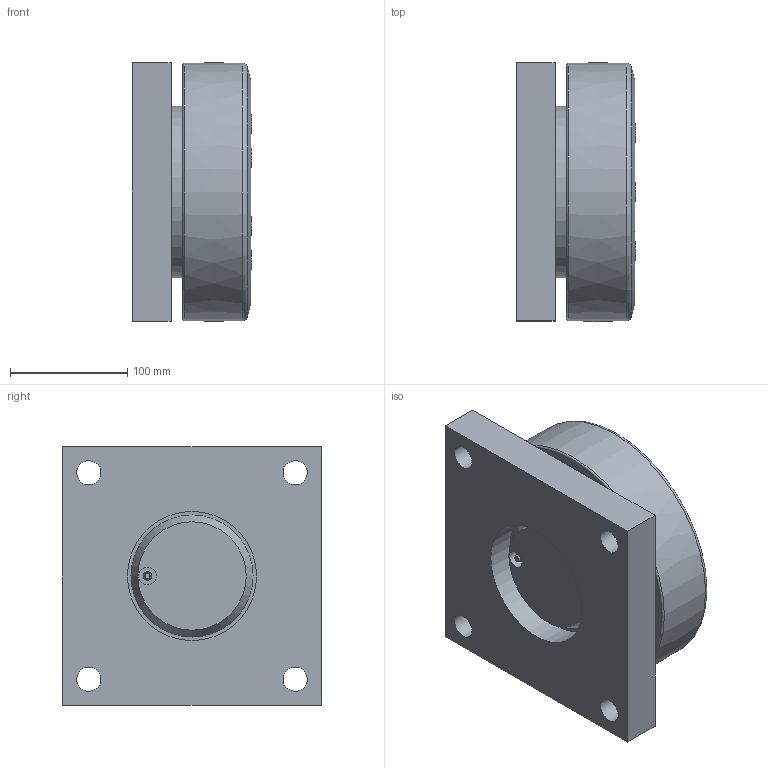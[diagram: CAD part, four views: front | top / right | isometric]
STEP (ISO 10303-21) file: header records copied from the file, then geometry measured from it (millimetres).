
FILE_DESCRIPTION(/* description */ ('-'),/* implementation_level */ '2;1');
FILE_NAME(/* name */ 'ALFATEC_MR220-0410BQ1000.stp',/* time_stamp */ '2021-02-10T08:48:36+01:00',/* author */ ('kstaebler'),/* organization */ (''),/* preprocessor_version */ 'ST-DEVELOPER v18.1',/* originating_system */ 'Autodesk Inventor 2020',/* authorisation */ '');
FILE_SCHEMA (('AUTOMOTIVE_DESIGN { 1 0 10303 214 3 1 1 }'));
Length unit declared in the file: millimetre
Products named in the file (1): MR 220.0410 BQ1000_Kontur
Bounding box: 101.71 x 220 x 220 mm (x, y, z)
Volume: 3288801.3 mm3; surface area: 308348 mm2
Topology: 2 solids, 2 shells, 143 faces, 388 edges, 273 vertices
Faces by surface type: plane 77, cylinder 28, cone 28, torus 8, bspline 1, sphere 1
Full cylindrical faces by diameter (mm): 2.5 x1, 3 x1, 4.917 x1, 15 x1, 15.6 x6, 20.752 x4, 110 x1, 130 x2, 146 x1, 147.5 x1, 148 x1, 160.5 x2, 162 x3, 173.3 x1
Entity records: 4987 total; most frequent: CARTESIAN_POINT 1023, DIRECTION 808, ORIENTED_EDGE 768, EDGE_CURVE 384, AXIS2_PLACEMENT_3D 320, VERTEX_POINT 273, EDGE_LOOP 181, CIRCLE 177
